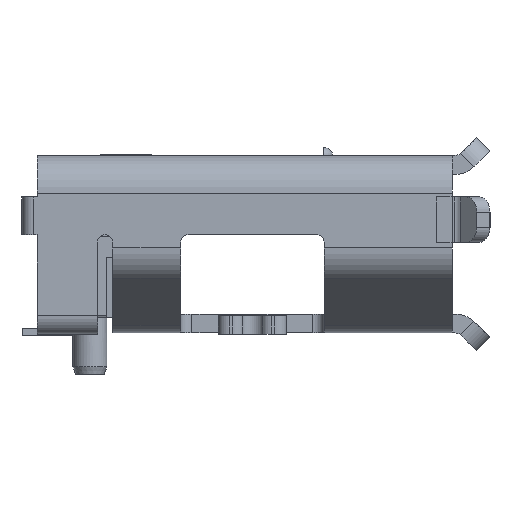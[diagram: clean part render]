
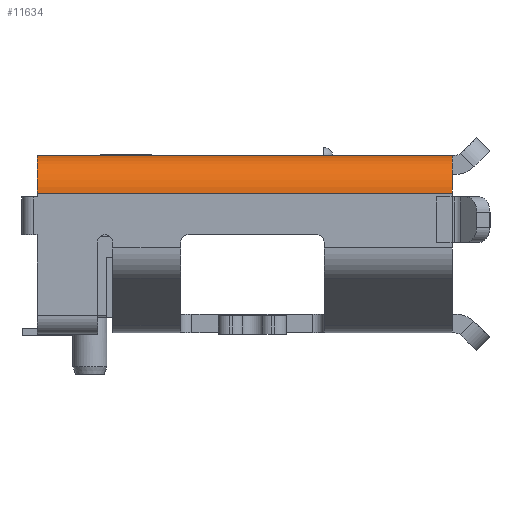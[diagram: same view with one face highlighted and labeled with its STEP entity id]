
A CAD part, left-side view. The second image highlights one B-rep face of the part: STEP entity #11634.
In plain terms, the highlighted cylindrical face has radius 0.5 mm (diameter 1 mm), a partial arc.
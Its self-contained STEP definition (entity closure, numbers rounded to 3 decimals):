
#908 = CARTESIAN_POINT ( 'NONE',  ( -3.75, -2.875, 1.85 ) ) ;
#1530 = CARTESIAN_POINT ( 'NONE',  ( -3.25, 7.625, 1.85 ) ) ;
#1857 = VERTEX_POINT ( 'NONE', #3052 ) ;
#2568 = ORIENTED_EDGE ( 'NONE', *, *, #23648, .F. ) ;
#2742 = LINE ( 'NONE', #8896, #21518 ) ;
#2896 = AXIS2_PLACEMENT_3D ( 'NONE', #14574, #22876, #16255 ) ;
#3052 = CARTESIAN_POINT ( 'NONE',  ( -3.25, 2.625, 2.35 ) ) ;
#4152 = VERTEX_POINT ( 'NONE', #908 ) ;
#4466 = EDGE_CURVE ( 'NONE', #23514, #4152, #15002, .T. ) ;
#4675 = LINE ( 'NONE', #19994, #19178 ) ;
#5064 = CARTESIAN_POINT ( 'NONE',  ( -3.75, 2.625, 1.85 ) ) ;
#5359 = CARTESIAN_POINT ( 'NONE',  ( -3.25, 2.625, 1.85 ) ) ;
#6516 = EDGE_LOOP ( 'NONE', ( #2568, #25617, #19020, #14718 ) ) ;
#8234 = FACE_OUTER_BOUND ( 'NONE', #6516, .T. ) ;
#8896 = CARTESIAN_POINT ( 'NONE',  ( -3.25, 7.625, 2.35 ) ) ;
#9684 = CIRCLE ( 'NONE', #10167, 0.5 ) ;
#10167 = AXIS2_PLACEMENT_3D ( 'NONE', #5359, #13954, #22528 ) ;
#11318 = DIRECTION ( 'NONE',  ( 0., -1., 0. ) ) ;
#11634 = ADVANCED_FACE ( 'NONE', ( #8234 ), #20474, .T. ) ;
#13157 = DIRECTION ( 'NONE',  ( 0., -1., 0. ) ) ;
#13954 = DIRECTION ( 'NONE',  ( 0., 1., 0. ) ) ;
#14574 = CARTESIAN_POINT ( 'NONE',  ( -3.25, -2.875, 1.85 ) ) ;
#14718 = ORIENTED_EDGE ( 'NONE', *, *, #21332, .F. ) ;
#15002 = CIRCLE ( 'NONE', #2896, 0.5 ) ;
#16255 = DIRECTION ( 'NONE',  ( 1., 0., 0. ) ) ;
#17555 = VERTEX_POINT ( 'NONE', #5064 ) ;
#18501 = DIRECTION ( 'NONE',  ( 0., -1., 0. ) ) ;
#19020 = ORIENTED_EDGE ( 'NONE', *, *, #4466, .F. ) ;
#19178 = VECTOR ( 'NONE', #13157, 1000. ) ;
#19444 = EDGE_CURVE ( 'NONE', #17555, #4152, #4675, .T. ) ;
#19994 = CARTESIAN_POINT ( 'NONE',  ( -3.75, 7.625, 1.85 ) ) ;
#20474 = CYLINDRICAL_SURFACE ( 'NONE', #20831, 0.5 ) ;
#20831 = AXIS2_PLACEMENT_3D ( 'NONE', #1530, #18501, #23021 ) ;
#21332 = EDGE_CURVE ( 'NONE', #1857, #23514, #2742, .T. ) ;
#21518 = VECTOR ( 'NONE', #11318, 1000. ) ;
#22528 = DIRECTION ( 'NONE',  ( 0., 0., -1. ) ) ;
#22876 = DIRECTION ( 'NONE',  ( 0., -1., 0. ) ) ;
#23021 = DIRECTION ( 'NONE',  ( 1., 0., 0. ) ) ;
#23514 = VERTEX_POINT ( 'NONE', #26572 ) ;
#23648 = EDGE_CURVE ( 'NONE', #17555, #1857, #9684, .T. ) ;
#25617 = ORIENTED_EDGE ( 'NONE', *, *, #19444, .T. ) ;
#26572 = CARTESIAN_POINT ( 'NONE',  ( -3.25, -2.875, 2.35 ) ) ;
